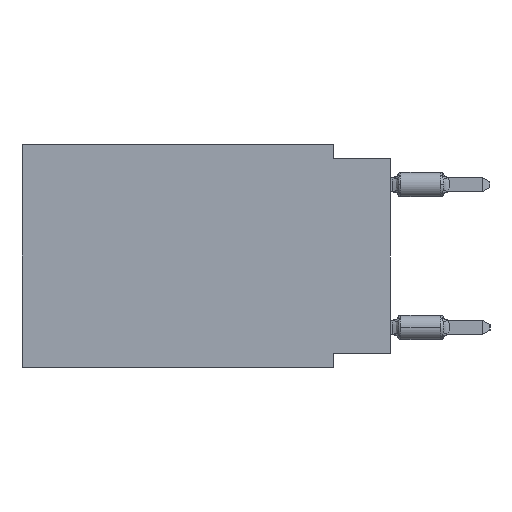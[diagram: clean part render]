
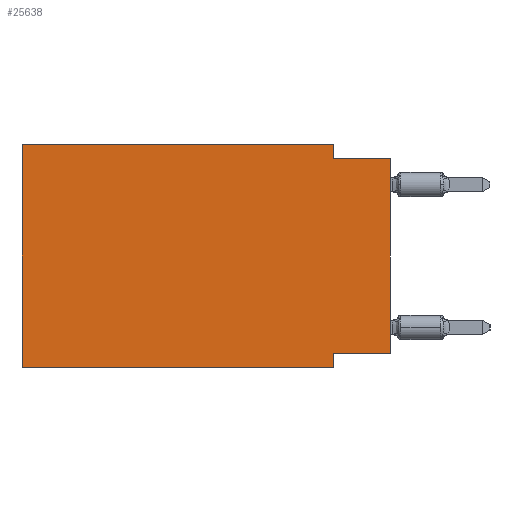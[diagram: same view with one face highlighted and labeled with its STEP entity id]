
A CAD part, left-side view. The second image highlights one B-rep face of the part: STEP entity #25638.
In plain terms, the highlighted planar face has unit normal (-1, 0, 0).
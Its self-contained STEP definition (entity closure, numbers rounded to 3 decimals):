
#113 = CARTESIAN_POINT ( 'NONE',  ( 0., 2.54, -0.635 ) ) ;
#1111 = DIRECTION ( 'NONE',  ( 0., -1., 0. ) ) ;
#1222 = ORIENTED_EDGE ( 'NONE', *, *, #18058, .F. ) ;
#1335 = DIRECTION ( 'NONE',  ( 0., 0., -1. ) ) ;
#1464 = CARTESIAN_POINT ( 'NONE',  ( 0., 16.383, -9.906 ) ) ;
#3166 = CARTESIAN_POINT ( 'NONE',  ( 0., 0., -0.635 ) ) ;
#3305 = EDGE_CURVE ( 'NONE', #25660, #23256, #8405, .T. ) ;
#3672 = ORIENTED_EDGE ( 'NONE', *, *, #27102, .T. ) ;
#4018 = CARTESIAN_POINT ( 'NONE',  ( 0., 16.383, -9.906 ) ) ;
#4694 = VECTOR ( 'NONE', #1111, 1000. ) ;
#5444 = CARTESIAN_POINT ( 'NONE',  ( 0., 2.54, -9.271 ) ) ;
#5712 = FACE_OUTER_BOUND ( 'NONE', #22922, .T. ) ;
#5806 = VECTOR ( 'NONE', #6059, 1000. ) ;
#6059 = DIRECTION ( 'NONE',  ( 0., 0., 1. ) ) ;
#6497 = DIRECTION ( 'NONE',  ( 0., -1., 0. ) ) ;
#6801 = CARTESIAN_POINT ( 'NONE',  ( 0., 0., 0. ) ) ;
#6898 = CARTESIAN_POINT ( 'NONE',  ( 0., 2.54, -9.906 ) ) ;
#7350 = DIRECTION ( 'NONE',  ( 0., 0., 1. ) ) ;
#7689 = AXIS2_PLACEMENT_3D ( 'NONE', #26758, #16017, #1335 ) ;
#7774 = DIRECTION ( 'NONE',  ( 0., -1., 0. ) ) ;
#7837 = CARTESIAN_POINT ( 'NONE',  ( 0., 2.54, 0. ) ) ;
#8283 = CARTESIAN_POINT ( 'NONE',  ( 0., 0., -0.635 ) ) ;
#8405 = LINE ( 'NONE', #4018, #19181 ) ;
#8723 = CARTESIAN_POINT ( 'NONE',  ( 0., 2.54, 0. ) ) ;
#9684 = VERTEX_POINT ( 'NONE', #18266 ) ;
#9726 = EDGE_CURVE ( 'NONE', #20824, #19592, #11657, .T. ) ;
#11657 = LINE ( 'NONE', #3166, #4694 ) ;
#11658 = ORIENTED_EDGE ( 'NONE', *, *, #20254, .F. ) ;
#12110 = VERTEX_POINT ( 'NONE', #7837 ) ;
#13992 = CARTESIAN_POINT ( 'NONE',  ( 0., 0., -9.271 ) ) ;
#14457 = EDGE_CURVE ( 'NONE', #9684, #22432, #26672, .T. ) ;
#14963 = VERTEX_POINT ( 'NONE', #20976 ) ;
#15276 = DIRECTION ( 'NONE',  ( 0., 0., -1. ) ) ;
#16017 = DIRECTION ( 'NONE',  ( 1., 0., 0. ) ) ;
#16849 = VECTOR ( 'NONE', #19172, 1000. ) ;
#17245 = LINE ( 'NONE', #6801, #19990 ) ;
#17570 = ORIENTED_EDGE ( 'NONE', *, *, #3305, .T. ) ;
#18058 = EDGE_CURVE ( 'NONE', #12110, #20824, #23304, .T. ) ;
#18067 = VECTOR ( 'NONE', #20329, 1000. ) ;
#18266 = CARTESIAN_POINT ( 'NONE',  ( 0., 0., -9.271 ) ) ;
#18718 = EDGE_CURVE ( 'NONE', #25660, #14963, #22550, .T. ) ;
#19172 = DIRECTION ( 'NONE',  ( 0., 0., -1. ) ) ;
#19181 = VECTOR ( 'NONE', #6497, 1000. ) ;
#19592 = VERTEX_POINT ( 'NONE', #8283 ) ;
#19673 = ORIENTED_EDGE ( 'NONE', *, *, #14457, .F. ) ;
#19780 = LINE ( 'NONE', #26628, #25699 ) ;
#19990 = VECTOR ( 'NONE', #7350, 1000. ) ;
#20254 = EDGE_CURVE ( 'NONE', #22432, #23256, #21604, .T. ) ;
#20329 = DIRECTION ( 'NONE',  ( 0., 1., 0. ) ) ;
#20676 = VECTOR ( 'NONE', #15276, 1000. ) ;
#20824 = VERTEX_POINT ( 'NONE', #113 ) ;
#20976 = CARTESIAN_POINT ( 'NONE',  ( 0., 16.383, 0. ) ) ;
#21141 = ORIENTED_EDGE ( 'NONE', *, *, #26862, .F. ) ;
#21604 = LINE ( 'NONE', #6898, #20676 ) ;
#22076 = ORIENTED_EDGE ( 'NONE', *, *, #9726, .F. ) ;
#22432 = VERTEX_POINT ( 'NONE', #5444 ) ;
#22550 = LINE ( 'NONE', #22687, #5806 ) ;
#22687 = CARTESIAN_POINT ( 'NONE',  ( 0., 16.383, 0. ) ) ;
#22922 = EDGE_LOOP ( 'NONE', ( #3672, #22076, #1222, #21141, #24853, #17570, #11658, #19673 ) ) ;
#23256 = VERTEX_POINT ( 'NONE', #24490 ) ;
#23304 = LINE ( 'NONE', #8723, #16849 ) ;
#24490 = CARTESIAN_POINT ( 'NONE',  ( 0., 2.54, -9.906 ) ) ;
#24550 = PLANE ( 'NONE',  #7689 ) ;
#24853 = ORIENTED_EDGE ( 'NONE', *, *, #18718, .F. ) ;
#25638 = ADVANCED_FACE ( 'NONE', ( #5712 ), #24550, .F. ) ;
#25660 = VERTEX_POINT ( 'NONE', #1464 ) ;
#25699 = VECTOR ( 'NONE', #7774, 1000. ) ;
#26628 = CARTESIAN_POINT ( 'NONE',  ( 0., 16.383, 0. ) ) ;
#26672 = LINE ( 'NONE', #13992, #18067 ) ;
#26758 = CARTESIAN_POINT ( 'NONE',  ( 0., 16.383, 0. ) ) ;
#26862 = EDGE_CURVE ( 'NONE', #14963, #12110, #19780, .T. ) ;
#27102 = EDGE_CURVE ( 'NONE', #9684, #19592, #17245, .T. ) ;
